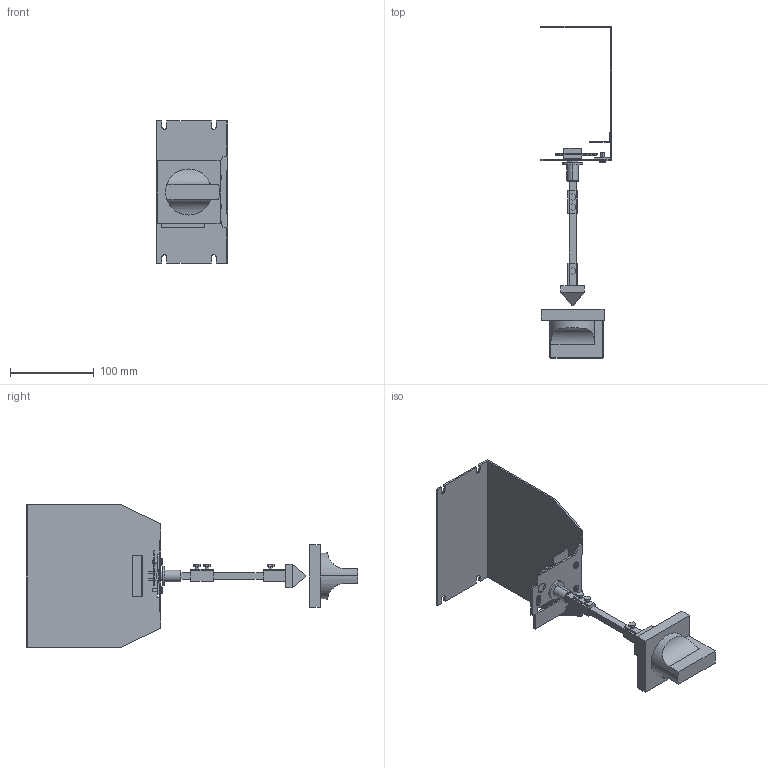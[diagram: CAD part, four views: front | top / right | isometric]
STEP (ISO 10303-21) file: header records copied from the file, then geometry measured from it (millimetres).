
FILE_DESCRIPTION(('no description'),'unknown implementation level');
FILE_NAME('3RV2936-2C_3D_v.stp',' ',('SIEMENS A&D'),('CADClick - KiM GmbH - www.kimweb.de'),'unknown preprocess','ACIS','unknown authorization');
FILE_SCHEMA(('automotive_design'));
Length unit declared in the file: millimetre
Products named in the file (3): 1; 2; 3
Bounding box: 86 x 396.6 x 170 mm (x, y, z)
Volume: 272192.1 mm3; surface area: 135998.5 mm2
Topology: 3 solids, 3 shells, 226 faces, 593 edges, 386 vertices
Faces by surface type: plane 178, cylinder 42, torus 4, cone 2
Entity records: 14070 total; most frequent: CARTESIAN_POINT 1618, STYLED_ITEM 1208, PRESENTATION_STYLE_ASSIGNMENT 1208, COLOUR_RGB 1208, ORIENTED_EDGE 1186, DIRECTION 1143, EDGE_CURVE 593, CURVE_STYLE 593
